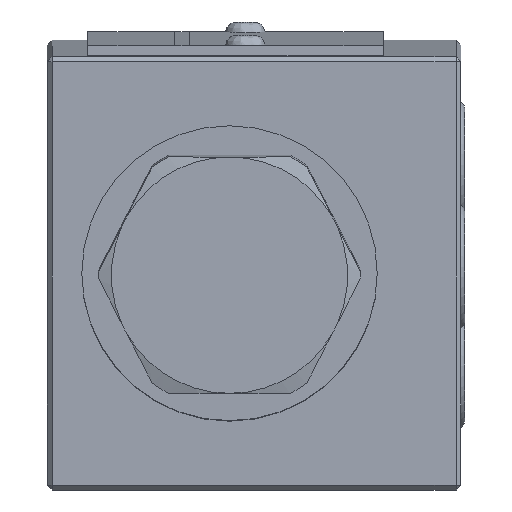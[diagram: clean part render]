
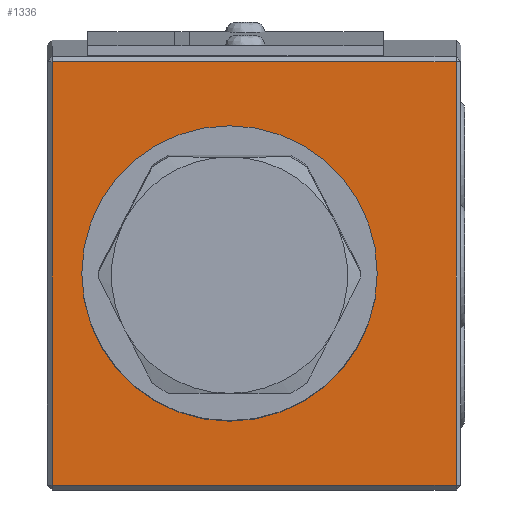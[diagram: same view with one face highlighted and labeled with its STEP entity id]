
A CAD part, left-side view. The second image highlights one B-rep face of the part: STEP entity #1336.
In plain terms, the highlighted planar face has unit normal (-1, 0, -0.025).
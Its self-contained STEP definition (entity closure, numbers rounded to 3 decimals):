
#263=LINE('',#7414,#445);
#264=LINE('',#7417,#446);
#265=LINE('',#7419,#447);
#266=LINE('',#7421,#448);
#445=VECTOR('',#4646,1.);
#446=VECTOR('',#4647,1.);
#447=VECTOR('',#4648,1.);
#448=VECTOR('',#4649,1.);
#1124=PLANE('',#4129);
#1336=ADVANCED_FACE('',(#1596,#1597),#1124,.T.);
#1596=FACE_BOUND('',#1793,.T.);
#1597=FACE_BOUND('',#1794,.T.);
#1793=EDGE_LOOP('',(#2225,#2226,#2227,#2228));
#1794=EDGE_LOOP('',(#2229));
#2225=ORIENTED_EDGE('',*,*,#3482,.T.);
#2226=ORIENTED_EDGE('',*,*,#3483,.T.);
#2227=ORIENTED_EDGE('',*,*,#3484,.T.);
#2228=ORIENTED_EDGE('',*,*,#3485,.T.);
#2229=ORIENTED_EDGE('',*,*,#3486,.F.);
#3125=VERTEX_POINT('',#7415);
#3126=VERTEX_POINT('',#7416);
#3127=VERTEX_POINT('',#7418);
#3128=VERTEX_POINT('',#7420);
#3129=VERTEX_POINT('',#7423);
#3482=EDGE_CURVE('',#3125,#3126,#263,.T.);
#3483=EDGE_CURVE('',#3126,#3127,#264,.T.);
#3484=EDGE_CURVE('',#3127,#3128,#265,.T.);
#3485=EDGE_CURVE('',#3128,#3125,#266,.T.);
#3486=EDGE_CURVE('',#3129,#3129,#3908,.T.);
#3908=CIRCLE('',#4128,15.);
#4128=AXIS2_PLACEMENT_3D('',#7422,#4650,#4651);
#4129=AXIS2_PLACEMENT_3D('',#7424,#4652,#4653);
#4646=DIRECTION('',(0.,-1.,0.));
#4647=DIRECTION('',(-0.025,0.,1.));
#4648=DIRECTION('',(0.,1.,0.));
#4649=DIRECTION('',(0.025,0.,-1.));
#4650=DIRECTION('',(-1.,0.,-0.025));
#4651=DIRECTION('',(-0.025,0.,1.));
#4652=DIRECTION('',(-1.,0.,-0.025));
#4653=DIRECTION('',(0.025,0.,-1.));
#7414=CARTESIAN_POINT('',(177.136,270.792,-21.985));
#7415=CARTESIAN_POINT('',(177.136,313.292,-21.985));
#7416=CARTESIAN_POINT('',(177.136,272.292,-21.985));
#7417=CARTESIAN_POINT('',(176.063,272.292,21.502));
#7418=CARTESIAN_POINT('',(176.075,272.292,21.002));
#7419=CARTESIAN_POINT('',(176.075,313.792,21.002));
#7420=CARTESIAN_POINT('',(176.075,313.292,21.002));
#7421=CARTESIAN_POINT('',(177.148,313.292,-22.485));
#7422=CARTESIAN_POINT('',(176.606,295.292,-0.492));
#7423=CARTESIAN_POINT('',(176.236,295.292,14.504));
#7424=CARTESIAN_POINT('',(175.989,270.792,24.501));
